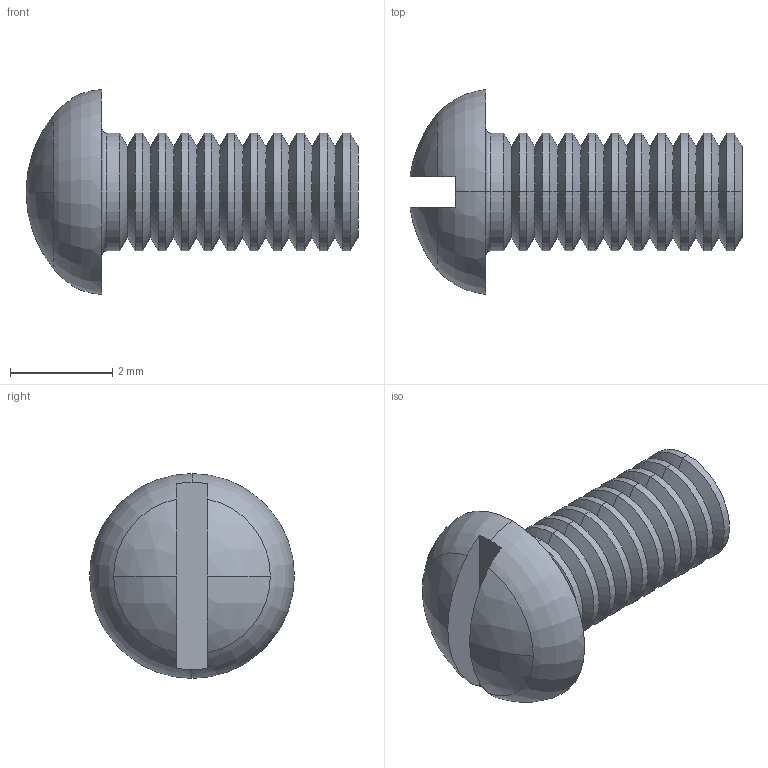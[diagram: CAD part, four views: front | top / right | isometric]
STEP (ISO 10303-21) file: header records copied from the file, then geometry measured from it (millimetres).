
FILE_DESCRIPTION (( 'STEP AP214' ), '1' );
FILE_NAME ('Screw M2.3 x 5 round.STEP', '2025-07-06T08:34:31', ( '' ), ( '' ), 'SwSTEP 2.0', 'SolidWorks 2025', '' );
FILE_SCHEMA (( 'AUTOMOTIVE_DESIGN' ));
Length unit declared in the file: millimetre
Products named in the file (1): Screw M2.3 x 5 round_KS 1021 RSH - M2.2 x 5-S
Bounding box: 6.48 x 4 x 4 mm (x, y, z)
Volume: 28.9 mm3; surface area: 89.6 mm2
Topology: 1 solids, 1 shells, 77 faces, 158 edges, 84 vertices
Faces by surface type: cone 42, cylinder 22, plane 5, torus 4, sphere 4
Entity records: 2034 total; most frequent: DIRECTION 398, CARTESIAN_POINT 340, ORIENTED_EDGE 316, AXIS2_PLACEMENT_3D 166, EDGE_CURVE 158, CIRCLE 88, VERTEX_POINT 84, EDGE_LOOP 78
